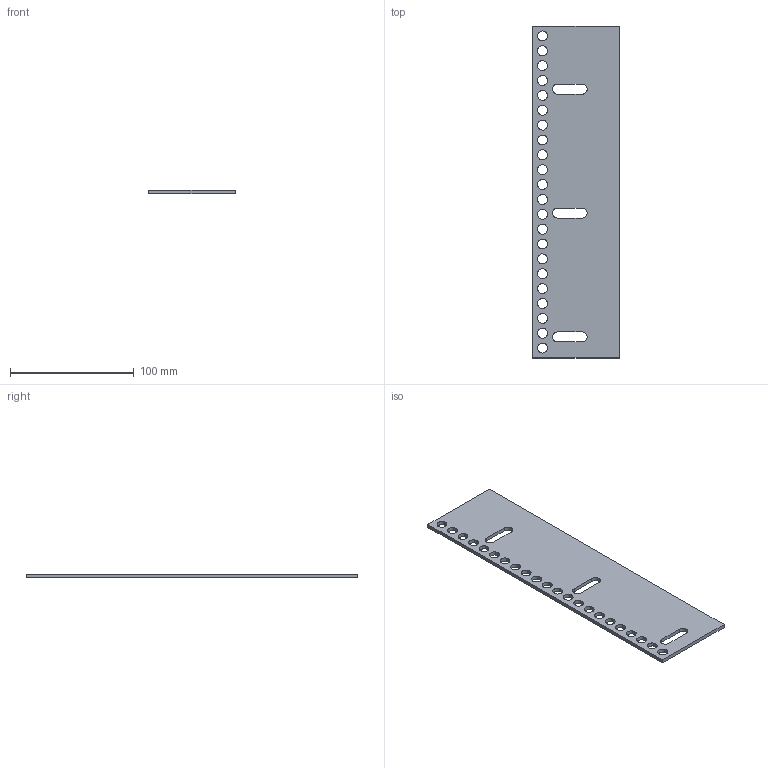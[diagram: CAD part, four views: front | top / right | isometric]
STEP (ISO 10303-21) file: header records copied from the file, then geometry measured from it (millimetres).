
FILE_DESCRIPTION(('CATIA V5 STEP Exchange'),'2;1');
FILE_NAME('gabarit_percage_barre.stp','2022-10-16T17:26:53+00:00',('none'),('none'),'CATIA Version 5 Release 18 GA (IN-10)','CATIA V5 STEP AP203','none');
FILE_SCHEMA(('CONFIG_CONTROL_DESIGN'));
Length unit declared in the file: millimetre
Products named in the file (1): gabarit_percage_barre
Bounding box: 70 x 268 x 3 mm (x, y, z)
Volume: 51070.1 mm3; surface area: 38319.7 mm2
Topology: 1 solids, 1 shells, 62 faces, 180 edges, 120 vertices
Faces by surface type: cylinder 50, plane 12
Entity records: 2036 total; most frequent: ORIENTED_EDGE 360, CARTESIAN_POINT 341, DIRECTION 260, EDGE_CURVE 180, AXIS2_PLACEMENT_3D 141, VERTEX_POINT 120, EDGE_LOOP 112, CIRCLE 100
